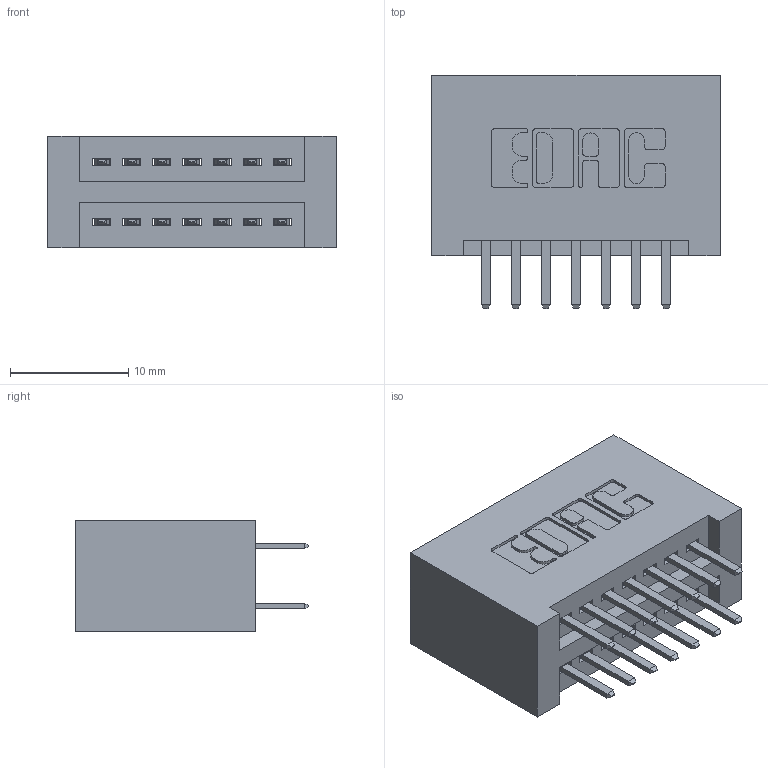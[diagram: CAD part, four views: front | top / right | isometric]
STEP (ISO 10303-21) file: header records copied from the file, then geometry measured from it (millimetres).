
FILE_DESCRIPTION (( 'STEP AP203' ), '1' );
FILE_NAME ('395-014-520-201.STEP', '2019-10-15T15:41:06', ( '' ), ( '' ), 'SwSTEP 2.0', 'SolidWorks 2016', '' );
FILE_SCHEMA (( 'CONFIG_CONTROL_DESIGN' ));
Length unit declared in the file: inch
Products named in the file (3): 345-292-001_345-293-120; 395-014-520-201; 345 Part_No Mounting Lugs
Assembly tree (15 placements, depth 2):
  395-014-520-201
    345 Part_No Mounting Lugs
    345-292-001_345-293-120  x14
Bounding box: 24.38 x 19.68 x 9.4 mm (x, y, z)
Volume: 2653.6 mm3; surface area: 3534.7 mm2
Topology: 15 solids, 15 shells, 874 faces, 2515 edges, 1638 vertices
Faces by surface type: plane 566, cylinder 308
Entity records: 10041 total; most frequent: CARTESIAN_POINT 1728, ORIENTED_EDGE 1650, DIRECTION 1549, EDGE_CURVE 825, LINE 669, VECTOR 669, VERTEX_POINT 546, AXIS2_PLACEMENT_3D 440
